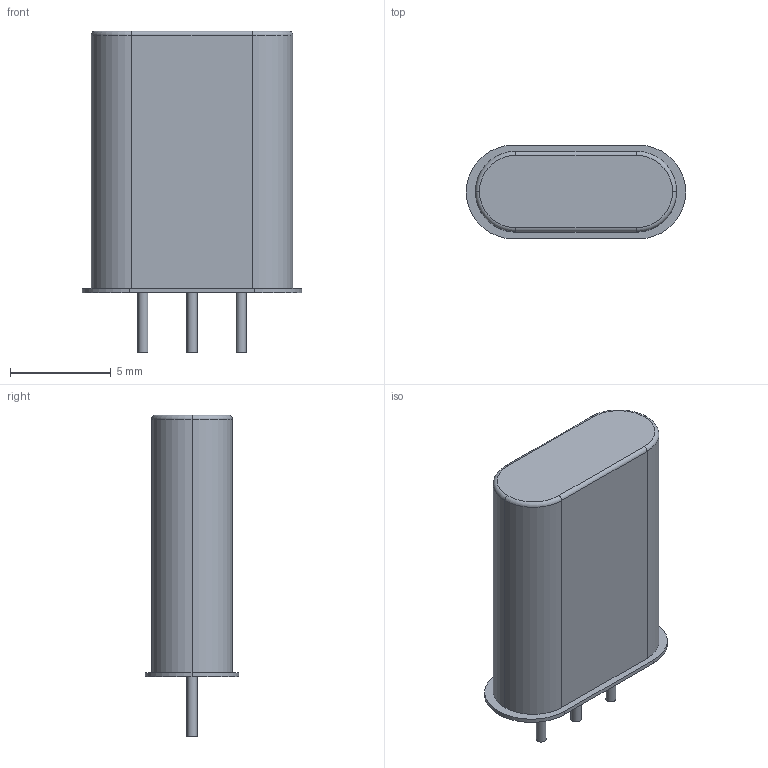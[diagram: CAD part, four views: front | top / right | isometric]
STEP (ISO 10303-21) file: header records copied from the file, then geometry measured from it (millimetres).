
FILE_DESCRIPTION(('FreeCAD Model'),'2;1');
FILE_NAME('Crystal_HC49-U-3pin_Vertical.step','2017-11-26T15:25:58',('kicad StepUp' ),('ksu MCAD'),'Open CASCADE STEP processor 6.8','FreeCAD','Unknown' );
FILE_SCHEMA(('AUTOMOTIVE_DESIGN_CC2 { 1 2 10303 214 -1 1 5 4 }'));
Length unit declared in the file: millimetre
Products named in the file (1): Crystal_HC49-U-3pin_Vertical
Bounding box: 10.9 x 4.65 x 16 mm (x, y, z)
Volume: 478.8 mm3; surface area: 424 mm2
Topology: 1 solids, 1 shells, 28 faces, 63 edges, 42 vertices
Faces by surface type: cylinder 13, plane 11, torus 4
Full cylindrical faces by diameter (mm): 0.5 x3
Entity records: 571 total; most frequent: ORIENTED_EDGE 94, CARTESIAN_POINT 70, EDGE_CURVE 63, AXIS2_PLACEMENT_3D 49, VERTEX_POINT 42, FACE_BOUND 33, EDGE_LOOP 33, ADVANCED_FACE 28
